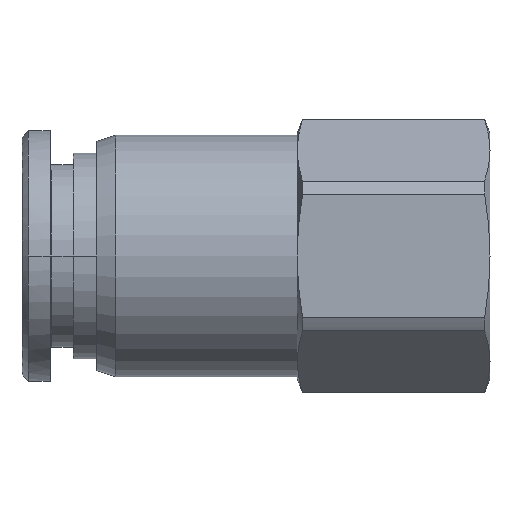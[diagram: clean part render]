
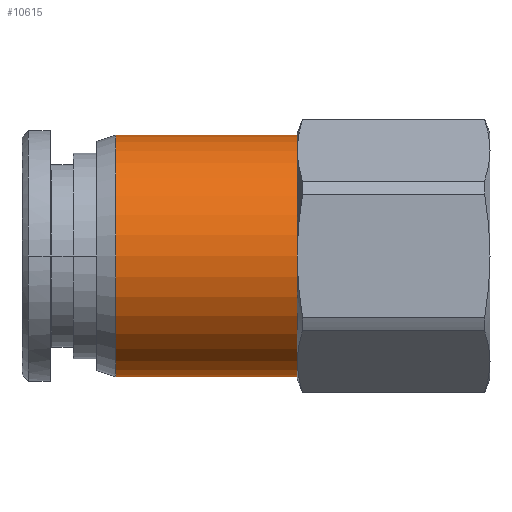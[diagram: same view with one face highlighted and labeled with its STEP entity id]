
A CAD part, front view. The second image highlights one B-rep face of the part: STEP entity #10615.
In plain terms, the highlighted cylindrical face has radius 9.4 mm (diameter 18.8 mm), a partial arc.
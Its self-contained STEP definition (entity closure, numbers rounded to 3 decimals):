
#142 = VERTEX_POINT ( 'NONE', #10606 ) ;
#156 = DIRECTION ( 'NONE',  ( 1., 0., 0. ) ) ;
#571 = ORIENTED_EDGE ( 'NONE', *, *, #1652, .T. ) ;
#857 = DIRECTION ( 'NONE',  ( 1., 0., 0. ) ) ;
#868 = CARTESIAN_POINT ( 'NONE',  ( -17.1, 0., 9.4 ) ) ;
#1082 = ORIENTED_EDGE ( 'NONE', *, *, #8320, .F. ) ;
#1370 = EDGE_CURVE ( 'NONE', #142, #13148, #12224, .T. ) ;
#1543 = VECTOR ( 'NONE', #156, 1000. ) ;
#1652 = EDGE_CURVE ( 'NONE', #13148, #6779, #3070, .T. ) ;
#2802 = CARTESIAN_POINT ( 'NONE',  ( -17.1, 0., 0. ) ) ;
#2945 = CARTESIAN_POINT ( 'NONE',  ( -10.05, 0., 0. ) ) ;
#3070 = CIRCLE ( 'NONE', #5647, 9.4 ) ;
#3177 = CARTESIAN_POINT ( 'NONE',  ( -10.05, 0., -9.4 ) ) ;
#3645 = CARTESIAN_POINT ( 'NONE',  ( -3., 0., 0. ) ) ;
#5647 = AXIS2_PLACEMENT_3D ( 'NONE', #3645, #10004, #13375 ) ;
#6123 = DIRECTION ( 'NONE',  ( 1., 0., 0. ) ) ;
#6200 = VERTEX_POINT ( 'NONE', #868 ) ;
#6779 = VERTEX_POINT ( 'NONE', #10459 ) ;
#6864 = ORIENTED_EDGE ( 'NONE', *, *, #1370, .T. ) ;
#7544 = EDGE_LOOP ( 'NONE', ( #1082, #11922, #6864, #571 ) ) ;
#8139 = DIRECTION ( 'NONE',  ( 0., 0., -1. ) ) ;
#8320 = EDGE_CURVE ( 'NONE', #6200, #6779, #10735, .T. ) ;
#8417 = CYLINDRICAL_SURFACE ( 'NONE', #10655, 9.4 ) ;
#8489 = AXIS2_PLACEMENT_3D ( 'NONE', #2802, #6123, #8139 ) ;
#8854 = VECTOR ( 'NONE', #8961, 1000. ) ;
#8961 = DIRECTION ( 'NONE',  ( 1., 0., 0. ) ) ;
#10004 = DIRECTION ( 'NONE',  ( -1., 0., 0. ) ) ;
#10093 = CARTESIAN_POINT ( 'NONE',  ( -10.05, 0., 9.4 ) ) ;
#10459 = CARTESIAN_POINT ( 'NONE',  ( -3., 0., 9.4 ) ) ;
#10606 = CARTESIAN_POINT ( 'NONE',  ( -17.1, 0., -9.4 ) ) ;
#10615 = ADVANCED_FACE ( 'NONE', ( #11980 ), #8417, .T. ) ;
#10655 = AXIS2_PLACEMENT_3D ( 'NONE', #2945, #857, #11841 ) ;
#10735 = LINE ( 'NONE', #10093, #8854 ) ;
#10960 = EDGE_CURVE ( 'NONE', #6200, #142, #12474, .T. ) ;
#11841 = DIRECTION ( 'NONE',  ( 0., 0., -1. ) ) ;
#11922 = ORIENTED_EDGE ( 'NONE', *, *, #10960, .T. ) ;
#11980 = FACE_OUTER_BOUND ( 'NONE', #7544, .T. ) ;
#12224 = LINE ( 'NONE', #3177, #1543 ) ;
#12474 = CIRCLE ( 'NONE', #8489, 9.4 ) ;
#13148 = VERTEX_POINT ( 'NONE', #13390 ) ;
#13375 = DIRECTION ( 'NONE',  ( 0., 0., -1. ) ) ;
#13390 = CARTESIAN_POINT ( 'NONE',  ( -3., 0., -9.4 ) ) ;
